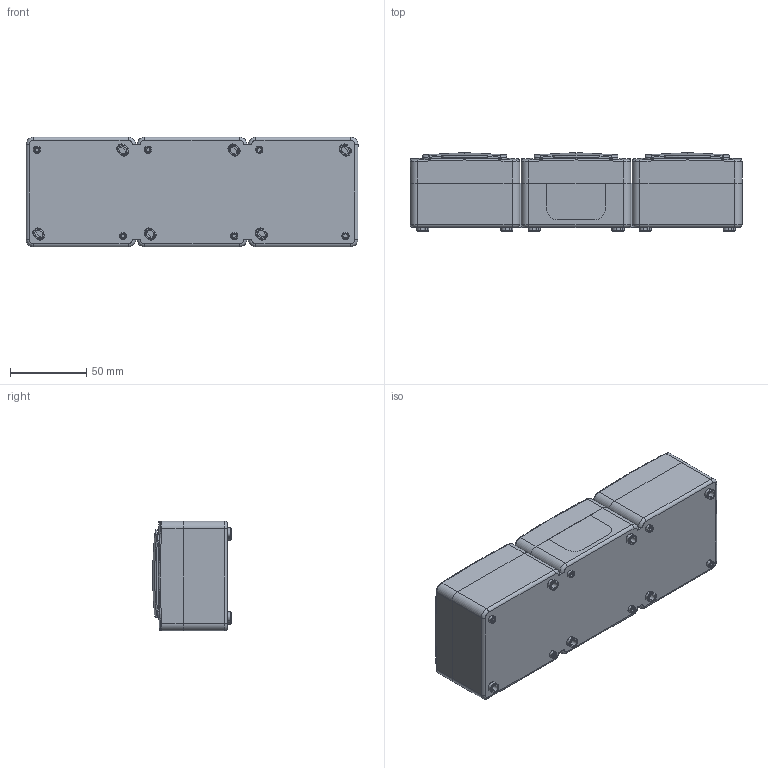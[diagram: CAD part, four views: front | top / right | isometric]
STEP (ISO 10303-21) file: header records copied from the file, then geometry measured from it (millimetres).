
FILE_DESCRIPTION (( 'STEP AP203' ), '1' );
FILE_NAME ('ERMP32-K03-16-54-EC ÐÑá23-3-ÃÏÁä ðîç 3ì ñ ç_ê î_ó IP54 (äûì÷àòûé) ÃÅÐÌÅÑ PLUS.STEP', '2016-11-24T12:23:16', ( '' ), ( '' ), 'SwSTEP 2.0', 'SolidWorks 2014', '' );
FILE_SCHEMA (( 'CONFIG_CONTROL_DESIGN' ));
Length unit declared in the file: millimetre
Products named in the file (2): ERMP32-K03-16-54-EC ÐÑá23-3-ÃÏÁä ðîç 3ì ñ ç_ê î_ó  IP54 (äûì÷àòûé) ÃÅÐÌÅÑ PLUS
Bounding box: 218 x 51.6 x 72 mm (x, y, z)
Volume: 179078.2 mm3; surface area: 211707.7 mm2
Topology: 9 solids, 9 shells, 1360 faces, 3556 edges, 2252 vertices
Faces by surface type: plane 607, cylinder 471, torus 151, bspline 87, sphere 44
Entity records: 47195 total; most frequent: CARTESIAN_POINT 13525, DIRECTION 7081, ORIENTED_EDGE 7072, EDGE_CURVE 3536, AXIS2_PLACEMENT_3D 2600, VERTEX_POINT 2252, VECTOR 1881, LINE 1881
